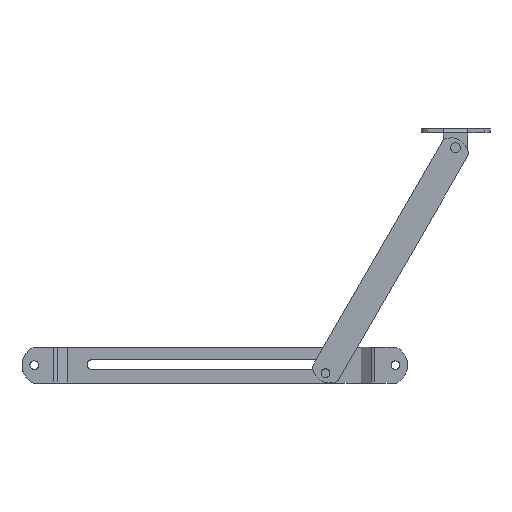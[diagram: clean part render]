
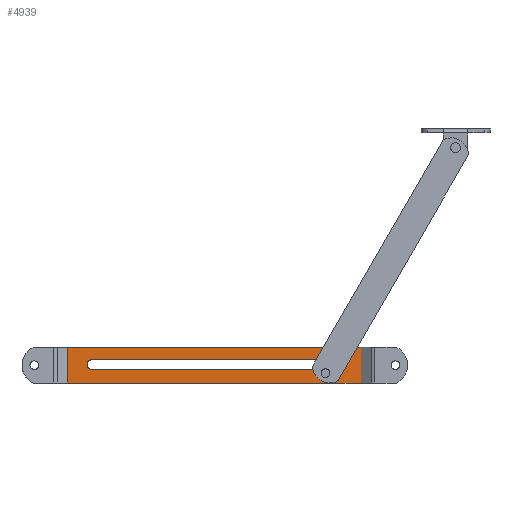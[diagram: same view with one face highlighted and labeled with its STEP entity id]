
A CAD part, left-side view. The second image highlights one B-rep face of the part: STEP entity #4939.
In plain terms, the highlighted free-form (B-spline) face has degree [1, 1] with [2, 2] control points.
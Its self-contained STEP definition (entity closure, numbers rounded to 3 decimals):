
#4042=CARTESIAN_POINT('',(4.,31.807,-1.75));
#4043=VERTEX_POINT('',#4042);
#4051=CARTESIAN_POINT('',(4.,31.361,-2.024));
#4052=VERTEX_POINT('',#4051);
#4053=CARTESIAN_POINT('',(4.,31.807,-1.75));
#4054=CARTESIAN_POINT('',(4.,31.5,-1.75));
#4055=CARTESIAN_POINT('',(4.,31.361,-2.024));
#4063=(BOUNDED_CURVE()B_SPLINE_CURVE(2,(#4053,#4054,#4055),.UNSPECIFIED.,.F.,.U.)CURVE()GEOMETRIC_REPRESENTATION_ITEM()QUASI_UNIFORM_CURVE()RATIONAL_B_SPLINE_CURVE((1.0,0.852,1.0))REPRESENTATION_ITEM(''));
#4064=EDGE_CURVE('',#4043,#4052,#4063,.T.);
#4094=CARTESIAN_POINT('',(4.,123.5,-1.75));
#4095=VERTEX_POINT('',#4094);
#4096=CARTESIAN_POINT('',(4.,31.807,-1.75));
#4097=CARTESIAN_POINT('',(4.,123.5,-1.75));
#4098=QUASI_UNIFORM_CURVE('',1,(#4096,#4097),.UNSPECIFIED.,.F.,.U.);
#4099=EDGE_CURVE('',#4043,#4095,#4098,.T.);
#4135=CARTESIAN_POINT('',(4.,123.5,2.25));
#4136=VERTEX_POINT('',#4135);
#4137=CARTESIAN_POINT('',(4.,123.5,-1.75));
#4138=CARTESIAN_POINT('',(4.,124.655,-1.75));
#4139=CARTESIAN_POINT('',(4.,125.232,-0.75));
#4140=CARTESIAN_POINT('',(4.,125.809,0.25));
#4141=CARTESIAN_POINT('',(4.,125.232,1.25));
#4142=CARTESIAN_POINT('',(4.,124.655,2.25));
#4143=CARTESIAN_POINT('',(4.,123.5,2.25));
#4151=(BOUNDED_CURVE()B_SPLINE_CURVE(2,(#4137,#4138,#4139,#4140,#4141,#4142,#4143),.UNSPECIFIED.,.F.,.U.)B_SPLINE_CURVE_WITH_KNOTS((3,2,2,3),(0.0,0.333,0.667,1.0),.UNSPECIFIED.)CURVE()GEOMETRIC_REPRESENTATION_ITEM()RATIONAL_B_SPLINE_CURVE((1.0,0.866,1.0,0.866,1.0,0.866,1.0))REPRESENTATION_ITEM(''));
#4152=EDGE_CURVE('',#4095,#4136,#4151,.T.);
#4187=CARTESIAN_POINT('',(4.,23.5,2.25));
#4188=VERTEX_POINT('',#4187);
#4189=CARTESIAN_POINT('',(4.,123.5,2.25));
#4190=CARTESIAN_POINT('',(4.,23.5,2.25));
#4191=QUASI_UNIFORM_CURVE('',1,(#4189,#4190),.UNSPECIFIED.,.F.,.U.);
#4192=EDGE_CURVE('',#4136,#4188,#4191,.T.);
#4228=CARTESIAN_POINT('',(4.,23.5,-1.75));
#4229=VERTEX_POINT('',#4228);
#4230=CARTESIAN_POINT('',(4.,23.5,2.25));
#4231=CARTESIAN_POINT('',(4.,22.345,2.25));
#4232=CARTESIAN_POINT('',(4.,21.768,1.25));
#4233=CARTESIAN_POINT('',(4.,21.191,0.25));
#4234=CARTESIAN_POINT('',(4.,21.768,-0.75));
#4235=CARTESIAN_POINT('',(4.,22.345,-1.75));
#4236=CARTESIAN_POINT('',(4.,23.5,-1.75));
#4244=(BOUNDED_CURVE()B_SPLINE_CURVE(2,(#4230,#4231,#4232,#4233,#4234,#4235,#4236),.UNSPECIFIED.,.F.,.U.)B_SPLINE_CURVE_WITH_KNOTS((3,2,2,3),(0.0,0.333,0.667,1.0),.UNSPECIFIED.)CURVE()GEOMETRIC_REPRESENTATION_ITEM()RATIONAL_B_SPLINE_CURVE((1.0,0.866,1.0,0.866,1.0,0.866,1.0))REPRESENTATION_ITEM(''));
#4245=EDGE_CURVE('',#4188,#4229,#4244,.T.);
#4280=CARTESIAN_POINT('',(4.,24.27,-1.75));
#4281=VERTEX_POINT('',#4280);
#4282=CARTESIAN_POINT('',(4.,23.5,-1.75));
#4283=CARTESIAN_POINT('',(4.,24.27,-1.75));
#4284=QUASI_UNIFORM_CURVE('',1,(#4282,#4283),.UNSPECIFIED.,.F.,.U.);
#4285=EDGE_CURVE('',#4229,#4281,#4284,.T.);
#4317=CARTESIAN_POINT('',(4.,26.059,-2.855));
#4318=VERTEX_POINT('',#4317);
#4326=CARTESIAN_POINT('',(4.,26.059,-2.855));
#4327=CARTESIAN_POINT('',(4.,25.506,-1.75));
#4328=CARTESIAN_POINT('',(4.,24.27,-1.75));
#4336=(BOUNDED_CURVE()B_SPLINE_CURVE(2,(#4326,#4327,#4328),.UNSPECIFIED.,.F.,.U.)CURVE()GEOMETRIC_REPRESENTATION_ITEM()QUASI_UNIFORM_CURVE()RATIONAL_B_SPLINE_CURVE((1.0,0.851,1.0))REPRESENTATION_ITEM(''));
#4337=EDGE_CURVE('',#4318,#4281,#4336,.T.);
#4361=CARTESIAN_POINT('',(4.,26.711,-4.145));
#4362=VERTEX_POINT('',#4361);
#4363=CARTESIAN_POINT('',(4.,26.059,-2.855));
#4364=CARTESIAN_POINT('',(4.,26.711,-4.145));
#4365=QUASI_UNIFORM_CURVE('',1,(#4363,#4364),.UNSPECIFIED.,.F.,.U.);
#4366=EDGE_CURVE('',#4318,#4362,#4365,.T.);
#4398=CARTESIAN_POINT('',(4.,30.285,-4.153));
#4399=VERTEX_POINT('',#4398);
#4400=CARTESIAN_POINT('',(4.,26.711,-4.145));
#4401=CARTESIAN_POINT('',(4.,27.263,-5.247));
#4402=CARTESIAN_POINT('',(4.,28.496,-5.25));
#4403=CARTESIAN_POINT('',(4.,29.728,-5.253));
#4404=CARTESIAN_POINT('',(4.,30.285,-4.153));
#4412=(BOUNDED_CURVE()B_SPLINE_CURVE(2,(#4400,#4401,#4402,#4403,#4404),.UNSPECIFIED.,.F.,.U.)B_SPLINE_CURVE_WITH_KNOTS((3,2,3),(0.0,0.5,1.0),.UNSPECIFIED.)CURVE()GEOMETRIC_REPRESENTATION_ITEM()RATIONAL_B_SPLINE_CURVE((1.0,0.851,1.0,0.851,1.0))REPRESENTATION_ITEM(''));
#4413=EDGE_CURVE('',#4362,#4399,#4412,.T.);
#4446=CARTESIAN_POINT('',(4.,30.285,-4.153));
#4447=CARTESIAN_POINT('',(4.,31.361,-2.024));
#4448=QUASI_UNIFORM_CURVE('',1,(#4446,#4447),.UNSPECIFIED.,.F.,.U.);
#4449=EDGE_CURVE('',#4399,#4052,#4448,.T.);
#4489=CARTESIAN_POINT('',(4.,14.,-7.25));
#4490=VERTEX_POINT('',#4489);
#4496=CARTESIAN_POINT('',(4.,133.5,-7.25));
#4497=VERTEX_POINT('',#4496);
#4498=CARTESIAN_POINT('',(4.,133.5,-7.25));
#4499=CARTESIAN_POINT('',(4.,14.,-7.25));
#4500=QUASI_UNIFORM_CURVE('',1,(#4498,#4499),.UNSPECIFIED.,.F.,.U.);
#4501=EDGE_CURVE('',#4497,#4490,#4500,.T.);
#4688=CARTESIAN_POINT('',(4.,133.5,7.25));
#4689=VERTEX_POINT('',#4688);
#4695=CARTESIAN_POINT('',(4.,14.,7.25));
#4696=VERTEX_POINT('',#4695);
#4697=CARTESIAN_POINT('',(4.,133.5,7.25));
#4698=CARTESIAN_POINT('',(4.,14.,7.25));
#4699=QUASI_UNIFORM_CURVE('',1,(#4697,#4698),.UNSPECIFIED.,.F.,.U.);
#4700=EDGE_CURVE('',#4689,#4696,#4699,.T.);
#4904=CARTESIAN_POINT('',(4.,14.,7.25));
#4905=CARTESIAN_POINT('',(4.,14.,-7.25));
#4906=QUASI_UNIFORM_CURVE('',1,(#4904,#4905),.UNSPECIFIED.,.F.,.U.);
#4907=EDGE_CURVE('',#4696,#4490,#4906,.T.);
#4912=CARTESIAN_POINT('',(4.,8.031,-7.974));
#4913=CARTESIAN_POINT('',(4.,8.031,7.974));
#4914=CARTESIAN_POINT('',(4.,139.469,-7.974));
#4915=CARTESIAN_POINT('',(4.,139.469,7.974));
#4916=B_SPLINE_SURFACE_WITH_KNOTS('',1,1,((#4912,#4914),(#4913,#4915)),.UNSPECIFIED.,.F.,.F.,.U.,(2,2),(2,2),(0.0,15.949),(0.0,131.438),.UNSPECIFIED.);
#4917=ORIENTED_EDGE('',*,*,#4501,.T.);
#4918=ORIENTED_EDGE('',*,*,#4907,.F.);
#4919=ORIENTED_EDGE('',*,*,#4700,.F.);
#4920=CARTESIAN_POINT('',(4.,133.5,7.25));
#4921=CARTESIAN_POINT('',(4.,133.5,-7.25));
#4922=QUASI_UNIFORM_CURVE('',1,(#4920,#4921),.UNSPECIFIED.,.F.,.U.);
#4923=EDGE_CURVE('',#4689,#4497,#4922,.T.);
#4924=ORIENTED_EDGE('',*,*,#4923,.T.);
#4925=EDGE_LOOP('',(#4917,#4918,#4919,#4924));
#4926=FACE_OUTER_BOUND('',#4925,.T.);
#4927=ORIENTED_EDGE('',*,*,#4449,.T.);
#4928=ORIENTED_EDGE('',*,*,#4064,.F.);
#4929=ORIENTED_EDGE('',*,*,#4099,.T.);
#4930=ORIENTED_EDGE('',*,*,#4152,.T.);
#4931=ORIENTED_EDGE('',*,*,#4192,.T.);
#4932=ORIENTED_EDGE('',*,*,#4245,.T.);
#4933=ORIENTED_EDGE('',*,*,#4285,.T.);
#4934=ORIENTED_EDGE('',*,*,#4337,.F.);
#4935=ORIENTED_EDGE('',*,*,#4366,.T.);
#4936=ORIENTED_EDGE('',*,*,#4413,.T.);
#4937=EDGE_LOOP('',(#4927,#4928,#4929,#4930,#4931,#4932,#4933,#4934,#4935,#4936));
#4938=FACE_BOUND('',#4937,.T.);
#4939=ADVANCED_FACE('',(#4926,#4938),#4916,.T.);
